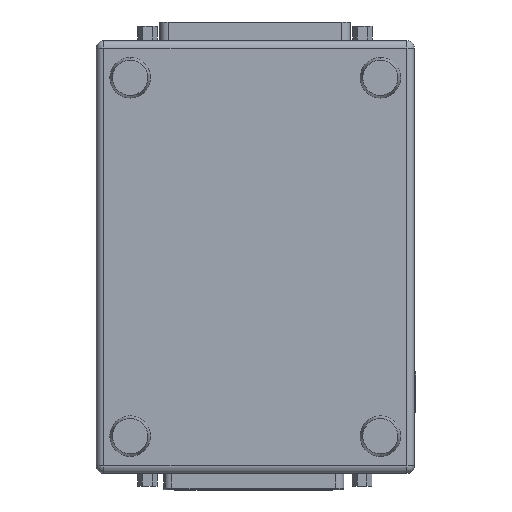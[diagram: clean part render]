
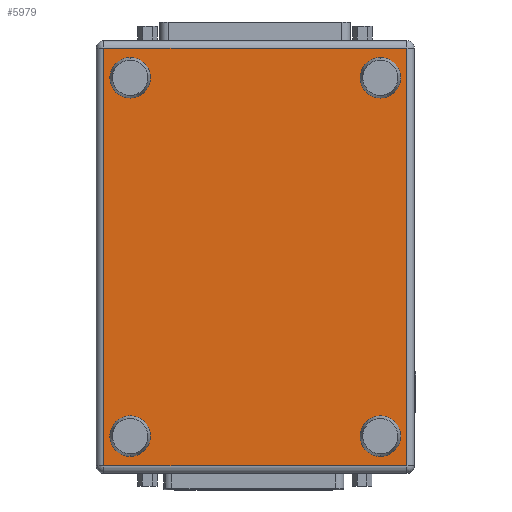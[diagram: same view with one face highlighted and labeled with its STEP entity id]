
A CAD part, top view. The second image highlights one B-rep face of the part: STEP entity #5979.
In plain terms, the highlighted face is planar.
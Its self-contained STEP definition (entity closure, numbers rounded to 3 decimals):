
#3581=CARTESIAN_POINT('',(10.0,17.,0.0));
#3582=VERTEX_POINT('',#3581);
#3591=CARTESIAN_POINT('',(10.0,5.,0.0));
#3592=VERTEX_POINT('',#3591);
#3593=CARTESIAN_POINT('',(10.0,11.,0.0));
#3594=DIRECTION('',(0.0,0.0,1.0));
#3595=DIRECTION('',(0.0,1.0,0.0));
#3596=AXIS2_PLACEMENT_3D('',#3593,#3594,#3595);
#3597=CIRCLE('',#3596,6.0);
#3598=EDGE_CURVE('',#3592,#3582,#3597,.T.);
#3623=CARTESIAN_POINT('',(84.0,123.,0.0));
#3624=VERTEX_POINT('',#3623);
#3633=CARTESIAN_POINT('',(84.0,111.,0.0));
#3634=VERTEX_POINT('',#3633);
#3635=CARTESIAN_POINT('',(84.0,117.,0.0));
#3636=DIRECTION('',(0.0,0.0,1.0));
#3637=DIRECTION('',(0.0,1.0,0.0));
#3638=AXIS2_PLACEMENT_3D('',#3635,#3636,#3637);
#3639=CIRCLE('',#3638,6.0);
#3640=EDGE_CURVE('',#3634,#3624,#3639,.T.);
#3665=CARTESIAN_POINT('',(84.0,17.,0.0));
#3666=VERTEX_POINT('',#3665);
#3675=CARTESIAN_POINT('',(84.0,5.,0.0));
#3676=VERTEX_POINT('',#3675);
#3677=CARTESIAN_POINT('',(84.0,11.,0.0));
#3678=DIRECTION('',(0.0,0.0,1.0));
#3679=DIRECTION('',(0.0,1.0,0.0));
#3680=AXIS2_PLACEMENT_3D('',#3677,#3678,#3679);
#3681=CIRCLE('',#3680,6.0);
#3682=EDGE_CURVE('',#3676,#3666,#3681,.T.);
#3707=CARTESIAN_POINT('',(10.0,123.,0.0));
#3708=VERTEX_POINT('',#3707);
#3717=CARTESIAN_POINT('',(10.0,111.,0.0));
#3718=VERTEX_POINT('',#3717);
#3719=CARTESIAN_POINT('',(10.0,117.,0.0));
#3720=DIRECTION('',(0.0,0.0,1.0));
#3721=DIRECTION('',(0.0,1.0,0.0));
#3722=AXIS2_PLACEMENT_3D('',#3719,#3720,#3721);
#3723=CIRCLE('',#3722,6.0);
#3724=EDGE_CURVE('',#3718,#3708,#3723,.T.);
#3758=CARTESIAN_POINT('',(10.0,117.,0.0));
#3759=DIRECTION('',(0.0,0.0,1.0));
#3760=DIRECTION('',(0.0,1.0,0.0));
#3761=AXIS2_PLACEMENT_3D('',#3758,#3759,#3760);
#3762=CIRCLE('',#3761,6.0);
#3763=EDGE_CURVE('',#3708,#3718,#3762,.T.);
#3792=CARTESIAN_POINT('',(84.0,11.,0.0));
#3793=DIRECTION('',(0.0,0.0,1.0));
#3794=DIRECTION('',(0.0,1.0,0.0));
#3795=AXIS2_PLACEMENT_3D('',#3792,#3793,#3794);
#3796=CIRCLE('',#3795,6.0);
#3797=EDGE_CURVE('',#3666,#3676,#3796,.T.);
#3826=CARTESIAN_POINT('',(84.0,117.,0.0));
#3827=DIRECTION('',(0.0,0.0,1.0));
#3828=DIRECTION('',(0.0,1.0,0.0));
#3829=AXIS2_PLACEMENT_3D('',#3826,#3827,#3828);
#3830=CIRCLE('',#3829,6.0);
#3831=EDGE_CURVE('',#3624,#3634,#3830,.T.);
#3860=CARTESIAN_POINT('',(10.0,11.,0.0));
#3861=DIRECTION('',(0.0,0.0,1.0));
#3862=DIRECTION('',(0.0,1.0,0.0));
#3863=AXIS2_PLACEMENT_3D('',#3860,#3861,#3862);
#3864=CIRCLE('',#3863,6.0);
#3865=EDGE_CURVE('',#3582,#3592,#3864,.T.);
#5924=CARTESIAN_POINT('',(96.28,-3.98,0.0));
#5925=DIRECTION('',(0.0,0.0,-1.0));
#5926=DIRECTION('',(-1.0,0.0,0.0));
#5927=AXIS2_PLACEMENT_3D('',#5924,#5925,#5926);
#5928=PLANE('',#5927);
#5929=CARTESIAN_POINT('',(2.2,125.8,0.0));
#5930=VERTEX_POINT('',#5929);
#5931=CARTESIAN_POINT('',(91.8,125.8,0.0));
#5932=VERTEX_POINT('',#5931);
#5933=CARTESIAN_POINT('',(2.2,125.8,0.0));
#5934=DIRECTION('',(1.0,0.0,0.0));
#5935=VECTOR('',#5934,89.6);
#5936=LINE('',#5933,#5935);
#5937=EDGE_CURVE('',#5930,#5932,#5936,.T.);
#5938=ORIENTED_EDGE('',*,*,#5937,.T.);
#5939=CARTESIAN_POINT('',(91.8,2.2,0.0));
#5940=VERTEX_POINT('',#5939);
#5941=CARTESIAN_POINT('',(91.8,125.8,0.0));
#5942=DIRECTION('',(0.0,-1.0,0.0));
#5943=VECTOR('',#5942,123.6);
#5944=LINE('',#5941,#5943);
#5945=EDGE_CURVE('',#5932,#5940,#5944,.T.);
#5946=ORIENTED_EDGE('',*,*,#5945,.T.);
#5947=CARTESIAN_POINT('',(2.2,2.2,0.0));
#5948=VERTEX_POINT('',#5947);
#5949=CARTESIAN_POINT('',(91.8,2.2,0.0));
#5950=DIRECTION('',(-1.0,0.0,0.0));
#5951=VECTOR('',#5950,89.6);
#5952=LINE('',#5949,#5951);
#5953=EDGE_CURVE('',#5940,#5948,#5952,.T.);
#5954=ORIENTED_EDGE('',*,*,#5953,.T.);
#5955=CARTESIAN_POINT('',(2.2,2.2,0.0));
#5956=DIRECTION('',(0.0,1.0,0.0));
#5957=VECTOR('',#5956,123.6);
#5958=LINE('',#5955,#5957);
#5959=EDGE_CURVE('',#5948,#5930,#5958,.T.);
#5960=ORIENTED_EDGE('',*,*,#5959,.T.);
#5961=EDGE_LOOP('',(#5938,#5946,#5954,#5960));
#5962=FACE_OUTER_BOUND('',#5961,.T.);
#5963=ORIENTED_EDGE('',*,*,#3763,.T.);
#5964=ORIENTED_EDGE('',*,*,#3724,.T.);
#5965=EDGE_LOOP('',(#5963,#5964));
#5966=FACE_BOUND('',#5965,.T.);
#5967=ORIENTED_EDGE('',*,*,#3797,.T.);
#5968=ORIENTED_EDGE('',*,*,#3682,.T.);
#5969=EDGE_LOOP('',(#5967,#5968));
#5970=FACE_BOUND('',#5969,.T.);
#5971=ORIENTED_EDGE('',*,*,#3831,.T.);
#5972=ORIENTED_EDGE('',*,*,#3640,.T.);
#5973=EDGE_LOOP('',(#5971,#5972));
#5974=FACE_BOUND('',#5973,.T.);
#5975=ORIENTED_EDGE('',*,*,#3865,.T.);
#5976=ORIENTED_EDGE('',*,*,#3598,.T.);
#5977=EDGE_LOOP('',(#5975,#5976));
#5978=FACE_BOUND('',#5977,.T.);
#5979=ADVANCED_FACE('',(#5962,#5966,#5970,#5974,#5978),#5928,.T.);
